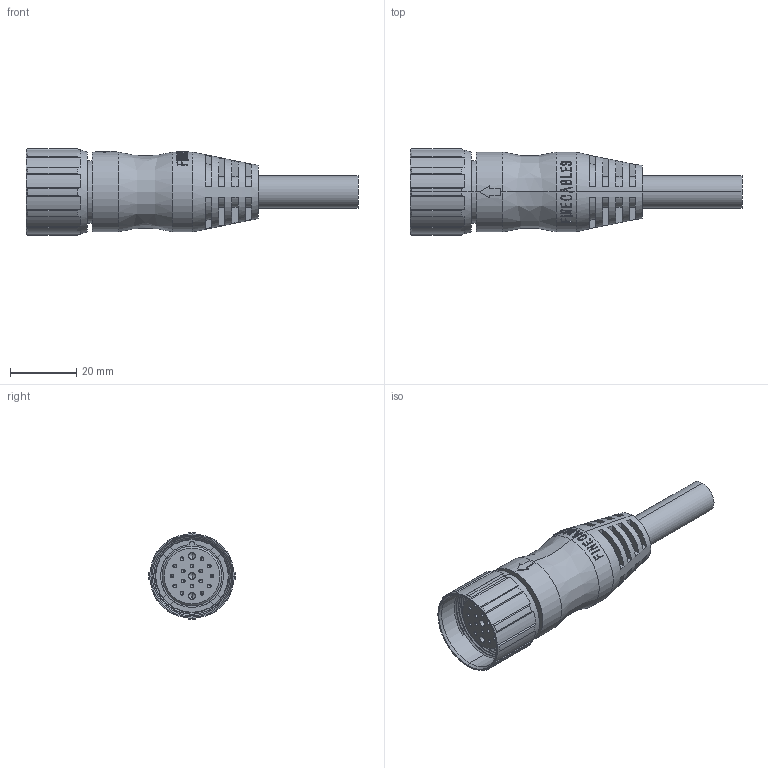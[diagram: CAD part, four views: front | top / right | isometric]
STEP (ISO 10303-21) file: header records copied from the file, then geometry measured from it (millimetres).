
FILE_DESCRIPTION (( 'STEP AP203' ), '1' );
FILE_NAME ('P371.STEP', '2020-04-15T07:12:33', ( 'edpusr' ), ( 'Microsoft' ), 'SwSTEP 2.0', 'SolidWorks 2015', '' );
FILE_SCHEMA (( 'CONFIG_CONTROL_DESIGN' ));
Length unit declared in the file: millimetre
Products named in the file (1): P371
Bounding box: 100 x 25.99 x 26 mm (x, y, z)
Volume: 25326.8 mm3; surface area: 12312.8 mm2
Topology: 2 solids, 2 shells, 582 faces, 1497 edges, 953 vertices
Faces by surface type: bspline 203, plane 169, cylinder 145, cone 65
Entity records: 34693 total; most frequent: CARTESIAN_POINT 21899, ORIENTED_EDGE 2918, DIRECTION 2104, EDGE_CURVE 1459, VERTEX_POINT 953, AXIS2_PLACEMENT_3D 748, EDGE_LOOP 654, VECTOR 608
